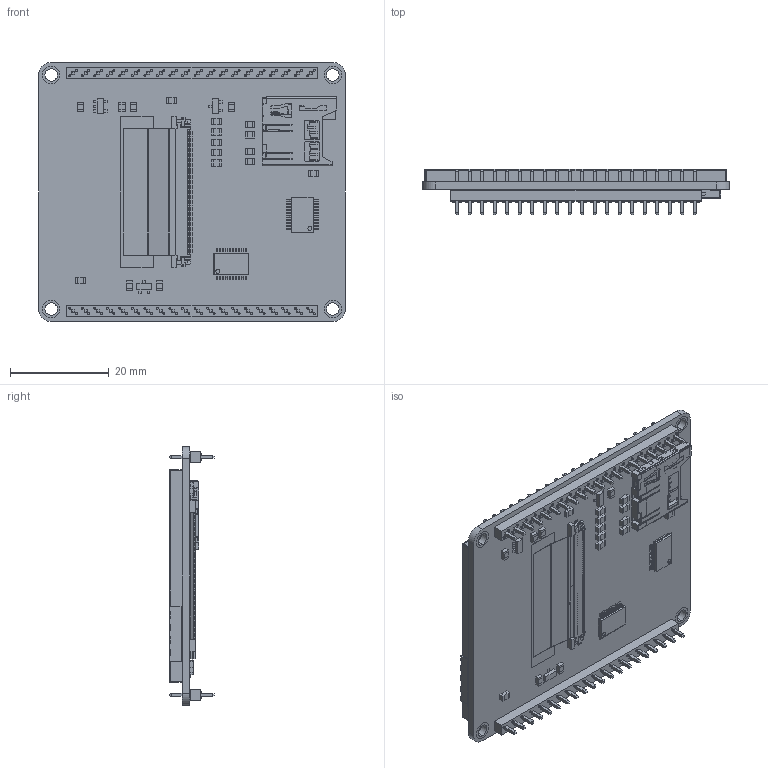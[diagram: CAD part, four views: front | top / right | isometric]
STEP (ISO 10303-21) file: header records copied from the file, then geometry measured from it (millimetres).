
FILE_DESCRIPTION (( 'STEP AP214' ), '1' );
FILE_NAME ('Adafruit 2.4_ TFT LCD with Touchscreen Breakout w_MicroSD Socket - ILI9341.STEP', '2023-08-04T04:58:11', ( '' ), ( '' ), 'SwSTEP 2.0', 'SolidWorks 2021', '' );
FILE_SCHEMA (( 'AUTOMOTIVE_DESIGN' ));
Length unit declared in the file: millimetre
Products named in the file (1): Adafruit 2.4_ TFT LCD with Touchscreen Breakout w_MicroSD Socket - ILI9341
Bounding box: 62.23 x 9.1 x 52.58 mm (x, y, z)
Volume: 12613.4 mm3; surface area: 28021.8 mm2
Topology: 326 solids, 326 shells, 7124 faces, 18866 edges, 12361 vertices
Faces by surface type: plane 5159, cylinder 1963, bspline 2
Entity records: 226795 total; most frequent: CARTESIAN_POINT 42330, ORIENTED_EDGE 37732, DIRECTION 36992, EDGE_CURVE 18866, VECTOR 14898, LINE 14898, VERTEX_POINT 12361, AXIS2_PLACEMENT_3D 11047
